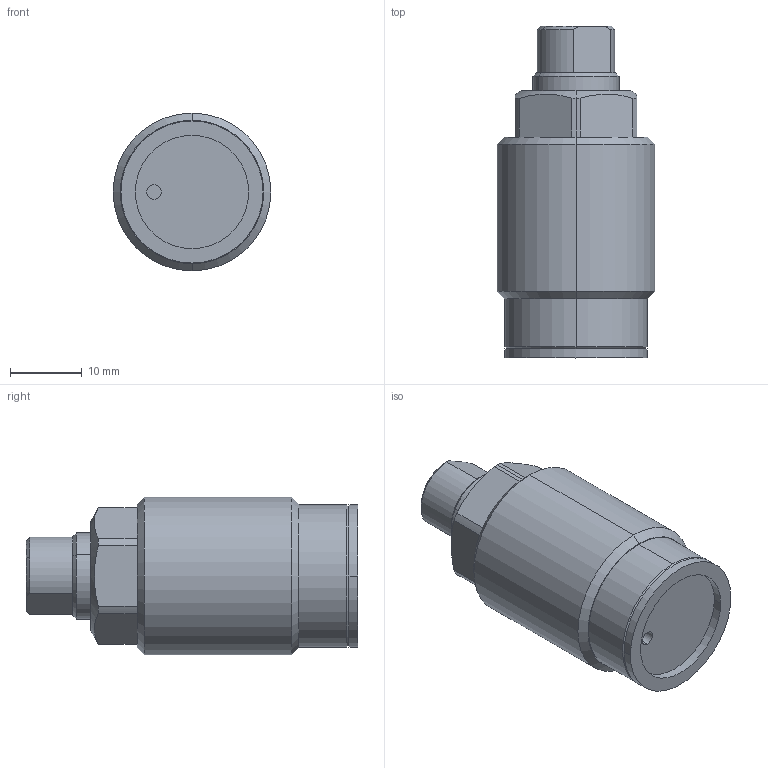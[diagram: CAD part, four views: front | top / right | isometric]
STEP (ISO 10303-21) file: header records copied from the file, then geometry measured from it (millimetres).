
FILE_DESCRIPTION (( 'STEP AP203' ), '1' );
FILE_NAME ('HTC-12B.STEP', '2019-10-11T10:32:11', ( '微软用户' ), ( '微软中国' ), 'SwSTEP 2.0', 'SolidWorks 2012', '' );
FILE_SCHEMA (( 'CONFIG_CONTROL_DESIGN' ));
Length unit declared in the file: millimetre
Products named in the file (4): HTC-12A掛极; 活塞杆12B; HTC-12A垫圈; HTC-12B
Assembly tree (3 placements, depth 2):
  HTC-12B
    HTC-12A掛极
    活塞杆12B
    HTC-12A垫圈
Bounding box: 22 x 46.25 x 22 mm (x, y, z)
Volume: 12279.3 mm3; surface area: 6955.1 mm2
Topology: 3 solids, 3 shells, 71 faces, 160 edges, 100 vertices
Faces by surface type: cylinder 30, plane 20, cone 15, torus 6
Entity records: 2463 total; most frequent: CARTESIAN_POINT 405, DIRECTION 389, ORIENTED_EDGE 316, AXIS2_PLACEMENT_3D 164, EDGE_CURVE 158, VERTEX_POINT 100, CIRCLE 87, EDGE_LOOP 82
